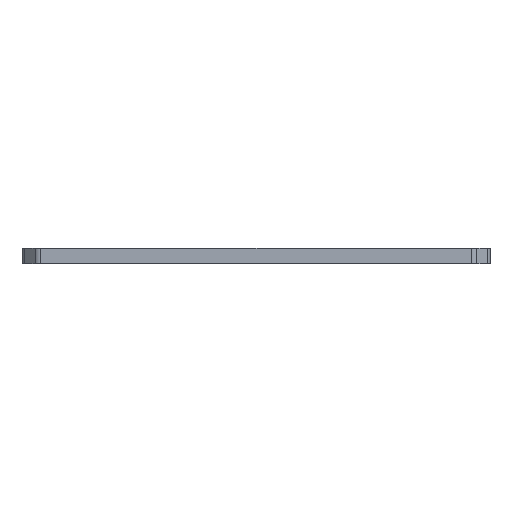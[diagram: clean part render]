
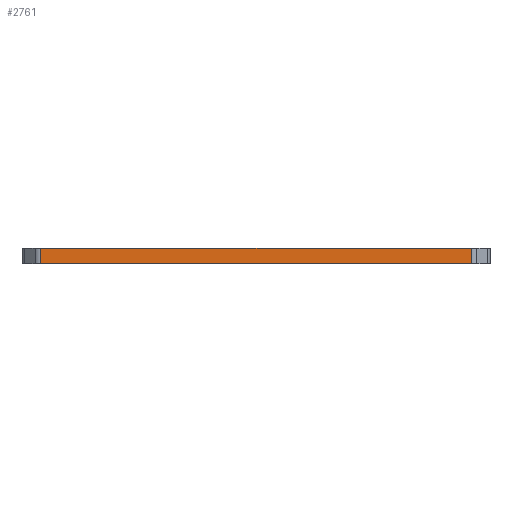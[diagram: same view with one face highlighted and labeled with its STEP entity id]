
A CAD part, front view. The second image highlights one B-rep face of the part: STEP entity #2761.
In plain terms, the highlighted planar face has unit normal (0, -1, 0).
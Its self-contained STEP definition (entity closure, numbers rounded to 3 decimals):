
#104 = ORIENTED_EDGE ( 'NONE', *, *, #251, .T. ) ;
#113 = CARTESIAN_POINT ( 'NONE',  ( -27.786, -34.889, -2. ) ) ;
#136 = CARTESIAN_POINT ( 'NONE',  ( -27.786, -34.889, 0. ) ) ;
#168 = CARTESIAN_POINT ( 'NONE',  ( 0., -34.889, 0. ) ) ;
#251 = EDGE_CURVE ( 'NONE', #379, #2246, #639, .T. ) ;
#379 = VERTEX_POINT ( 'NONE', #113 ) ;
#418 = ORIENTED_EDGE ( 'NONE', *, *, #2511, .F. ) ;
#536 = LINE ( 'NONE', #168, #3423 ) ;
#620 = DIRECTION ( 'NONE',  ( 0., 0., 1. ) ) ;
#639 = LINE ( 'NONE', #3239, #4236 ) ;
#643 = CARTESIAN_POINT ( 'NONE',  ( 27.786, -34.889, 0. ) ) ;
#795 = CARTESIAN_POINT ( 'NONE',  ( 27.786, -34.889, -2. ) ) ;
#824 = VECTOR ( 'NONE', #620, 1000. ) ;
#854 = DIRECTION ( 'NONE',  ( 0., 0., 1. ) ) ;
#910 = LINE ( 'NONE', #3757, #3520 ) ;
#1004 = EDGE_LOOP ( 'NONE', ( #1053, #1009, #418, #104 ) ) ;
#1009 = ORIENTED_EDGE ( 'NONE', *, *, #1364, .F. ) ;
#1053 = ORIENTED_EDGE ( 'NONE', *, *, #4168, .F. ) ;
#1364 = EDGE_CURVE ( 'NONE', #2042, #3871, #536, .T. ) ;
#1455 = DIRECTION ( 'NONE',  ( 1., 0., 0. ) ) ;
#2042 = VERTEX_POINT ( 'NONE', #136 ) ;
#2217 = FACE_OUTER_BOUND ( 'NONE', #1004, .T. ) ;
#2246 = VERTEX_POINT ( 'NONE', #795 ) ;
#2511 = EDGE_CURVE ( 'NONE', #379, #2042, #2571, .T. ) ;
#2571 = LINE ( 'NONE', #3569, #824 ) ;
#2761 = ADVANCED_FACE ( 'NONE', ( #2217 ), #4114, .F. ) ;
#3117 = DIRECTION ( 'NONE',  ( 0., 1., 0. ) ) ;
#3239 = CARTESIAN_POINT ( 'NONE',  ( -30.2, -34.889, -2. ) ) ;
#3259 = DIRECTION ( 'NONE',  ( 1., 0., 0. ) ) ;
#3423 = VECTOR ( 'NONE', #1455, 1000. ) ;
#3433 = AXIS2_PLACEMENT_3D ( 'NONE', #3437, #3117, #854 ) ;
#3437 = CARTESIAN_POINT ( 'NONE',  ( -30.2, -34.889, -2. ) ) ;
#3520 = VECTOR ( 'NONE', #3850, 1000. ) ;
#3569 = CARTESIAN_POINT ( 'NONE',  ( -27.786, -34.889, -2. ) ) ;
#3757 = CARTESIAN_POINT ( 'NONE',  ( 27.786, -34.889, -2. ) ) ;
#3850 = DIRECTION ( 'NONE',  ( 0., 0., -1. ) ) ;
#3871 = VERTEX_POINT ( 'NONE', #643 ) ;
#4114 = PLANE ( 'NONE',  #3433 ) ;
#4168 = EDGE_CURVE ( 'NONE', #3871, #2246, #910, .T. ) ;
#4236 = VECTOR ( 'NONE', #3259, 1000. ) ;
